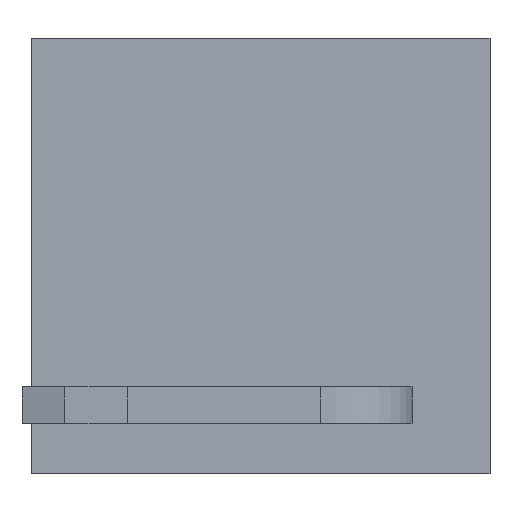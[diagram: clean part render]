
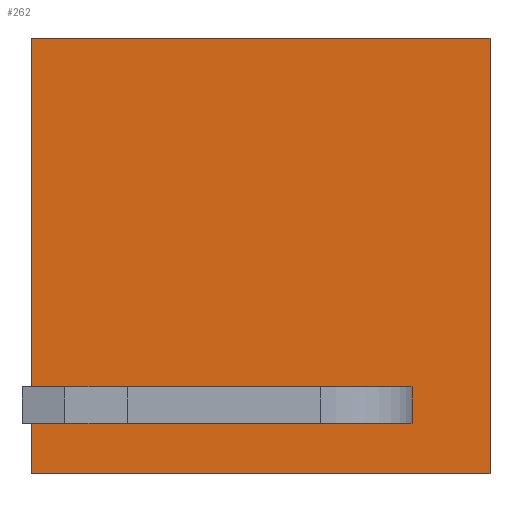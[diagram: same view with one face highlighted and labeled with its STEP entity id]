
A CAD part, front view. The second image highlights one B-rep face of the part: STEP entity #262.
In plain terms, the highlighted planar face has unit normal (0, -1, 0).
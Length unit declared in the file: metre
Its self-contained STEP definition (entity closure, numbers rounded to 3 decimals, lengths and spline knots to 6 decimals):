
#262=ADVANCED_FACE('',(#544,#545,#546),#547,.T.);
#544=FACE_BOUND('',#841,.T.);
#545=FACE_BOUND('',#842,.T.);
#546=FACE_OUTER_BOUND('',#843,.T.);
#547=PLANE('',#844);
#841=EDGE_LOOP('',(#1548,#1549,#1550,#1551));
#842=EDGE_LOOP('',(#1552,#1553,#1554,#1555));
#843=EDGE_LOOP('',(#1556,#1557,#1558,#1559));
#844=AXIS2_PLACEMENT_3D('',#1560,#1561,#1562);
#1548=ORIENTED_EDGE('',*,*,#2006,.T.);
#1549=ORIENTED_EDGE('',*,*,#1967,.T.);
#1550=ORIENTED_EDGE('',*,*,#2022,.T.);
#1551=ORIENTED_EDGE('',*,*,#1977,.T.);
#1552=ORIENTED_EDGE('',*,*,#2069,.T.);
#1553=ORIENTED_EDGE('',*,*,#1772,.F.);
#1554=ORIENTED_EDGE('',*,*,#1881,.T.);
#1555=ORIENTED_EDGE('',*,*,#2052,.T.);
#1556=ORIENTED_EDGE('',*,*,#1808,.F.);
#1557=ORIENTED_EDGE('',*,*,#2044,.T.);
#1558=ORIENTED_EDGE('',*,*,#1823,.T.);
#1559=ORIENTED_EDGE('',*,*,#2070,.T.);
#1560=CARTESIAN_POINT('',(0.015,0.0003,-0.0095));
#1561=DIRECTION('',(0.,-1.0,0.));
#1562=DIRECTION('',(0.0,0.,-1.0));
#1772=EDGE_CURVE('',#2107,#2110,#2111,.T.);
#1808=EDGE_CURVE('',#2173,#2175,#2176,.T.);
#1823=EDGE_CURVE('',#2201,#2202,#2203,.T.);
#1881=EDGE_CURVE('',#2107,#2301,#2303,.T.);
#1967=EDGE_CURVE('',#2434,#2432,#2435,.T.);
#1977=EDGE_CURVE('',#2448,#2445,#2449,.T.);
#2006=EDGE_CURVE('',#2445,#2434,#2482,.T.);
#2022=EDGE_CURVE('',#2432,#2448,#2505,.T.);
#2044=EDGE_CURVE('',#2173,#2201,#2533,.T.);
#2052=EDGE_CURVE('',#2301,#2541,#2543,.T.);
#2069=EDGE_CURVE('',#2541,#2110,#2562,.T.);
#2070=EDGE_CURVE('',#2202,#2175,#2563,.T.);
#2107=VERTEX_POINT('',#2601);
#2110=VERTEX_POINT('',#2605);
#2111=LINE('',#2606,#2607);
#2173=VERTEX_POINT('',#2696);
#2175=VERTEX_POINT('',#2699);
#2176=LINE('',#2700,#2701);
#2201=VERTEX_POINT('',#2738);
#2202=VERTEX_POINT('',#2739);
#2203=LINE('',#2740,#2741);
#2301=VERTEX_POINT('',#2879);
#2303=LINE('',#2882,#2883);
#2432=VERTEX_POINT('',#3073);
#2434=VERTEX_POINT('',#3076);
#2435=LINE('',#3077,#3078);
#2445=VERTEX_POINT('',#3093);
#2448=VERTEX_POINT('',#3097);
#2449=LINE('',#3098,#3099);
#2482=LINE('',#3148,#3149);
#2505=LINE('',#3184,#3185);
#2533=LINE('',#3226,#3227);
#2541=VERTEX_POINT('',#3239);
#2543=LINE('',#3242,#3243);
#2562=LINE('',#3271,#3272);
#2563=LINE('',#3273,#3274);
#2601=CARTESIAN_POINT('',(0.0033,0.0003,-0.0084));
#2605=CARTESIAN_POINT('',(0.0033,0.0003,-0.0076));
#2606=CARTESIAN_POINT('',(0.0033,0.0003,-0.00945));
#2607=VECTOR('',#3323,1.0);
#2696=CARTESIAN_POINT('',(0.01,0.0003,-0.0095));
#2699=CARTESIAN_POINT('',(0.,0.0003,-0.0095));
#2700=CARTESIAN_POINT('',(0.015,0.0003,-0.0095));
#2701=VECTOR('',#3352,1.0);
#2738=CARTESIAN_POINT('',(0.01,0.0003,0.));
#2739=CARTESIAN_POINT('',(0.0,0.0003,0.));
#2740=CARTESIAN_POINT('',(0.015,0.0003,0.));
#2741=VECTOR('',#3365,1.0);
#2879=CARTESIAN_POINT('',(0.0021,0.0003,-0.0084));
#2882=CARTESIAN_POINT('',(0.00845,0.0003,-0.0084));
#2883=VECTOR('',#3425,1.0);
#3073=CARTESIAN_POINT('',(0.0083,0.0003,-0.0084));
#3076=CARTESIAN_POINT('',(0.0083,0.0003,-0.0076));
#3077=CARTESIAN_POINT('',(0.0083,0.0003,-0.00945));
#3078=VECTOR('',#3497,1.0);
#3093=CARTESIAN_POINT('',(0.0067,0.0003,-0.0076));
#3097=CARTESIAN_POINT('',(0.0067,0.0003,-0.0084));
#3098=CARTESIAN_POINT('',(0.0067,0.0003,-0.00945));
#3099=VECTOR('',#3504,1.0);
#3148=CARTESIAN_POINT('',(0.015,0.0003,-0.0076));
#3149=VECTOR('',#3527,1.0);
#3184=CARTESIAN_POINT('',(0.01345,0.0003,-0.0084));
#3185=VECTOR('',#3540,1.0);
#3226=CARTESIAN_POINT('',(0.01,0.0003,-0.0095));
#3227=VECTOR('',#3554,1.0);
#3239=CARTESIAN_POINT('',(0.0021,0.0003,-0.0076));
#3242=CARTESIAN_POINT('',(0.0021,0.0003,-0.0084));
#3243=VECTOR('',#3560,1.0);
#3271=CARTESIAN_POINT('',(0.00295,0.0003,-0.0076));
#3272=VECTOR('',#3570,1.0);
#3273=CARTESIAN_POINT('',(0.,0.0003,-0.00605));
#3274=VECTOR('',#3571,1.0);
#3323=DIRECTION('',(0.,0.,1.0));
#3352=DIRECTION('',(-1.0,0.,0.));
#3365=DIRECTION('',(-1.0,0.,0.));
#3425=DIRECTION('',(-1.0,0.,0.));
#3497=DIRECTION('',(0.,0.,-1.0));
#3504=DIRECTION('',(0.,0.,1.0));
#3527=DIRECTION('',(1.0,0.,0.));
#3540=DIRECTION('',(-1.0,0.,0.));
#3554=DIRECTION('',(0.0,0.,1.0));
#3560=DIRECTION('',(0.,0.,1.0));
#3570=DIRECTION('',(1.0,0.,0.));
#3571=DIRECTION('',(0.,0.,-1.0));
